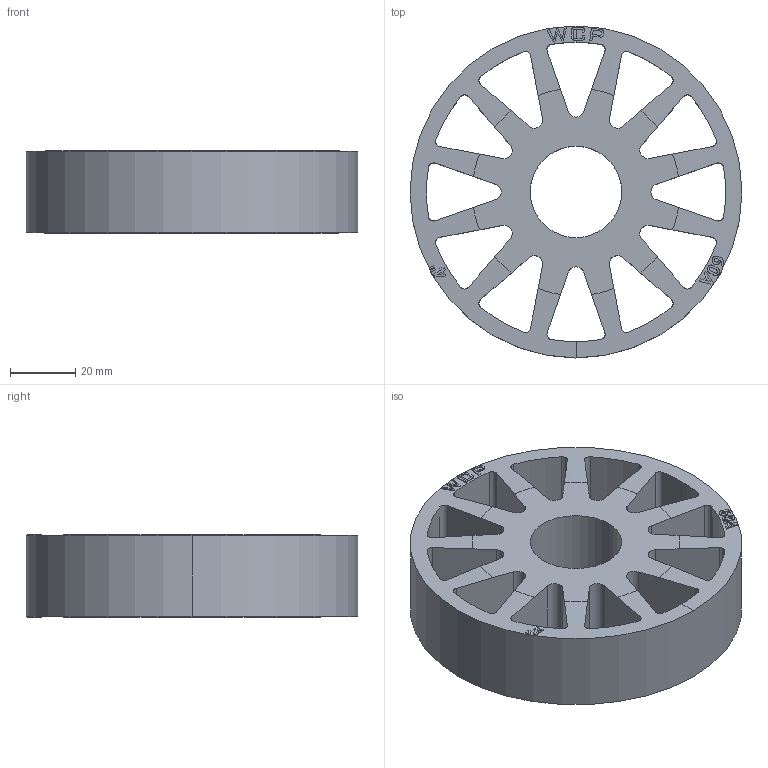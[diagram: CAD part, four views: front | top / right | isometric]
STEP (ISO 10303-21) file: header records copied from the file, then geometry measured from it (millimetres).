
FILE_DESCRIPTION (( 'STEP AP214' ), '1' );
FILE_NAME ('WCP-1363.step', '2024-02-14T01:58:26', ( '' ), ( '' ), 'SwSTEP 2.0', 'SolidWorks 2022', '' );
FILE_SCHEMA (( 'AUTOMOTIVE_DESIGN' ));
Length unit declared in the file: inch
Products named in the file (1): WCP-1363
Bounding box: 101.6 x 101.6 x 25.4 mm (x, y, z)
Volume: 111532 mm3; surface area: 39048.2 mm2
Topology: 1 solids, 1 shells, 334 faces, 990 edges, 660 vertices
Faces by surface type: plane 202, cylinder 64, bspline 52, cone 16
Entity records: 14824 total; most frequent: CARTESIAN_POINT 6595, ORIENTED_EDGE 1980, DIRECTION 1278, EDGE_CURVE 990, VERTEX_POINT 660, LINE 512, VECTOR 512, AXIS2_PLACEMENT_3D 383
